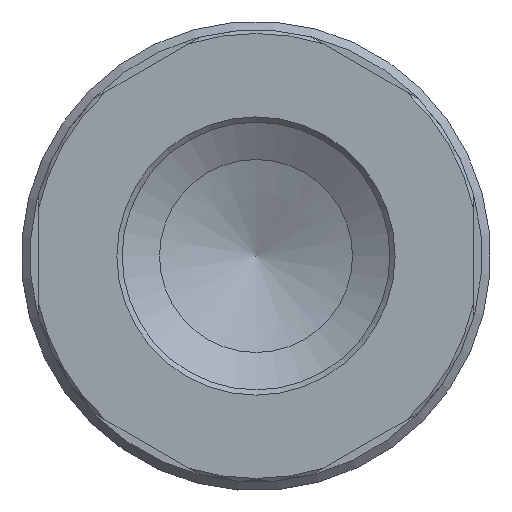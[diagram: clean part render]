
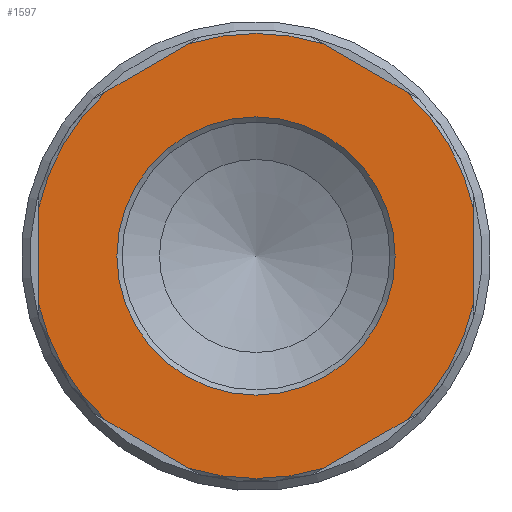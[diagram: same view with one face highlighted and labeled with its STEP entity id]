
A CAD part, left-side view. The second image highlights one B-rep face of the part: STEP entity #1597.
In plain terms, the highlighted planar face has unit normal (-1, 0, 0).
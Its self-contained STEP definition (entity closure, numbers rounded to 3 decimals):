
#72=FACE_BOUND('',#316,.T.);
#98=PLANE('',#1799);
#207=FACE_OUTER_BOUND('',#315,.T.);
#315=EDGE_LOOP('',(#1289,#1290,#1291,#1292,#1293,#1294,#1295,#1296,#1297,
#1298,#1299,#1300));
#316=EDGE_LOOP('',(#1301));
#388=LINE('',#2695,#460);
#392=LINE('',#2720,#464);
#396=LINE('',#2745,#468);
#400=LINE('',#2770,#472);
#404=LINE('',#2795,#476);
#408=LINE('',#2820,#480);
#460=VECTOR('',#2203,10.);
#464=VECTOR('',#2209,10.);
#468=VECTOR('',#2215,10.);
#472=VECTOR('',#2221,10.);
#476=VECTOR('',#2227,10.);
#480=VECTOR('',#2233,10.);
#563=CIRCLE('',#1792,8.);
#564=CIRCLE('',#1800,12.8);
#565=CIRCLE('',#1801,12.8);
#566=CIRCLE('',#1802,12.8);
#567=CIRCLE('',#1803,12.8);
#568=CIRCLE('',#1804,12.8);
#569=CIRCLE('',#1805,12.8);
#678=VERTEX_POINT('',#2668);
#680=VERTEX_POINT('',#2673);
#686=VERTEX_POINT('',#2691);
#688=VERTEX_POINT('',#2698);
#694=VERTEX_POINT('',#2716);
#696=VERTEX_POINT('',#2723);
#702=VERTEX_POINT('',#2741);
#704=VERTEX_POINT('',#2748);
#710=VERTEX_POINT('',#2766);
#712=VERTEX_POINT('',#2773);
#718=VERTEX_POINT('',#2791);
#720=VERTEX_POINT('',#2798);
#726=VERTEX_POINT('',#2816);
#873=EDGE_CURVE('',#678,#678,#563,.T.);
#882=EDGE_CURVE('',#680,#686,#388,.T.);
#890=EDGE_CURVE('',#688,#694,#392,.T.);
#898=EDGE_CURVE('',#696,#702,#396,.T.);
#906=EDGE_CURVE('',#704,#710,#400,.T.);
#914=EDGE_CURVE('',#712,#718,#404,.T.);
#922=EDGE_CURVE('',#720,#726,#408,.T.);
#923=EDGE_CURVE('',#688,#686,#564,.T.);
#924=EDGE_CURVE('',#696,#694,#565,.T.);
#925=EDGE_CURVE('',#704,#702,#566,.T.);
#926=EDGE_CURVE('',#712,#710,#567,.T.);
#927=EDGE_CURVE('',#720,#718,#568,.T.);
#928=EDGE_CURVE('',#680,#726,#569,.T.);
#1289=ORIENTED_EDGE('',*,*,#882,.T.);
#1290=ORIENTED_EDGE('',*,*,#923,.F.);
#1291=ORIENTED_EDGE('',*,*,#890,.T.);
#1292=ORIENTED_EDGE('',*,*,#924,.F.);
#1293=ORIENTED_EDGE('',*,*,#898,.T.);
#1294=ORIENTED_EDGE('',*,*,#925,.F.);
#1295=ORIENTED_EDGE('',*,*,#906,.T.);
#1296=ORIENTED_EDGE('',*,*,#926,.F.);
#1297=ORIENTED_EDGE('',*,*,#914,.T.);
#1298=ORIENTED_EDGE('',*,*,#927,.F.);
#1299=ORIENTED_EDGE('',*,*,#922,.T.);
#1300=ORIENTED_EDGE('',*,*,#928,.F.);
#1301=ORIENTED_EDGE('',*,*,#873,.T.);
#1597=ADVANCED_FACE('',(#207,#72),#98,.T.);
#1792=AXIS2_PLACEMENT_3D('',#2669,#2195,#2196);
#1799=AXIS2_PLACEMENT_3D('',#2821,#2234,#2235);
#1800=AXIS2_PLACEMENT_3D('',#2822,#2236,#2237);
#1801=AXIS2_PLACEMENT_3D('',#2823,#2238,#2239);
#1802=AXIS2_PLACEMENT_3D('',#2824,#2240,#2241);
#1803=AXIS2_PLACEMENT_3D('',#2825,#2242,#2243);
#1804=AXIS2_PLACEMENT_3D('',#2826,#2244,#2245);
#1805=AXIS2_PLACEMENT_3D('',#2827,#2246,#2247);
#2195=DIRECTION('center_axis',(1.,0.,0.));
#2196=DIRECTION('ref_axis',(0.,-1.,0.));
#2203=DIRECTION('',(0.,0.866,-0.5));
#2209=DIRECTION('',(0.,0.,-1.));
#2215=DIRECTION('',(0.,-0.866,-0.5));
#2221=DIRECTION('',(0.,-0.866,0.5));
#2227=DIRECTION('',(0.,0.,1.));
#2233=DIRECTION('',(0.,0.866,0.5));
#2234=DIRECTION('center_axis',(-1.,0.,0.));
#2235=DIRECTION('ref_axis',(0.,0.,1.));
#2236=DIRECTION('center_axis',(1.,0.,0.));
#2237=DIRECTION('ref_axis',(0.,-1.,0.));
#2238=DIRECTION('center_axis',(1.,0.,0.));
#2239=DIRECTION('ref_axis',(0.,-1.,0.));
#2240=DIRECTION('center_axis',(1.,0.,0.));
#2241=DIRECTION('ref_axis',(0.,-1.,0.));
#2242=DIRECTION('center_axis',(1.,0.,0.));
#2243=DIRECTION('ref_axis',(0.,-1.,0.));
#2244=DIRECTION('center_axis',(1.,0.,0.));
#2245=DIRECTION('ref_axis',(0.,-1.,0.));
#2246=DIRECTION('center_axis',(1.,0.,0.));
#2247=DIRECTION('ref_axis',(0.,-1.,0.));
#2668=CARTESIAN_POINT('',(0.,8.,0.));
#2669=CARTESIAN_POINT('Origin',(0.,0.,0.));
#2673=CARTESIAN_POINT('',(0.,3.864,12.203));
#2691=CARTESIAN_POINT('',(0.,8.636,9.448));
#2695=CARTESIAN_POINT('',(0.,3.125,12.63));
#2698=CARTESIAN_POINT('',(0.,12.5,2.755));
#2716=CARTESIAN_POINT('',(0.,12.5,-2.755));
#2720=CARTESIAN_POINT('',(0.,12.5,3.608));
#2723=CARTESIAN_POINT('',(0.,8.636,-9.448));
#2741=CARTESIAN_POINT('',(0.,3.864,-12.203));
#2745=CARTESIAN_POINT('',(0.,9.375,-9.021));
#2748=CARTESIAN_POINT('',(0.,-3.864,-12.203));
#2766=CARTESIAN_POINT('',(0.,-8.636,-9.448));
#2770=CARTESIAN_POINT('',(0.,-3.125,-12.63));
#2773=CARTESIAN_POINT('',(0.,-12.5,-2.755));
#2791=CARTESIAN_POINT('',(0.,-12.5,2.755));
#2795=CARTESIAN_POINT('',(0.,-12.5,-3.608));
#2798=CARTESIAN_POINT('',(0.,-8.636,9.448));
#2816=CARTESIAN_POINT('',(0.,-3.864,12.203));
#2820=CARTESIAN_POINT('',(0.,-9.375,9.021));
#2821=CARTESIAN_POINT('Origin',(0.,0.,0.));
#2822=CARTESIAN_POINT('Origin',(0.,0.,0.));
#2823=CARTESIAN_POINT('Origin',(0.,0.,0.));
#2824=CARTESIAN_POINT('Origin',(0.,0.,0.));
#2825=CARTESIAN_POINT('Origin',(0.,0.,0.));
#2826=CARTESIAN_POINT('Origin',(0.,0.,0.));
#2827=CARTESIAN_POINT('Origin',(0.,0.,0.));
